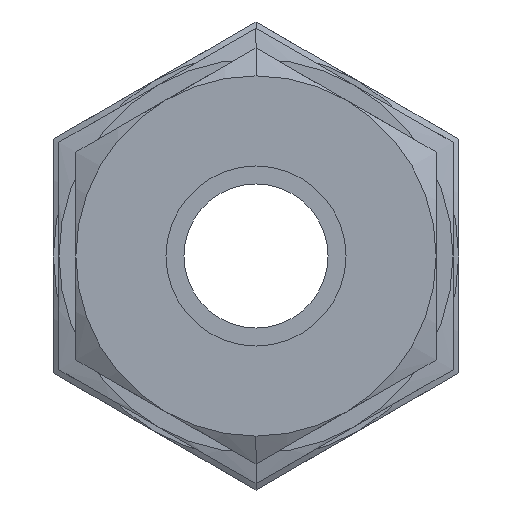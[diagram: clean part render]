
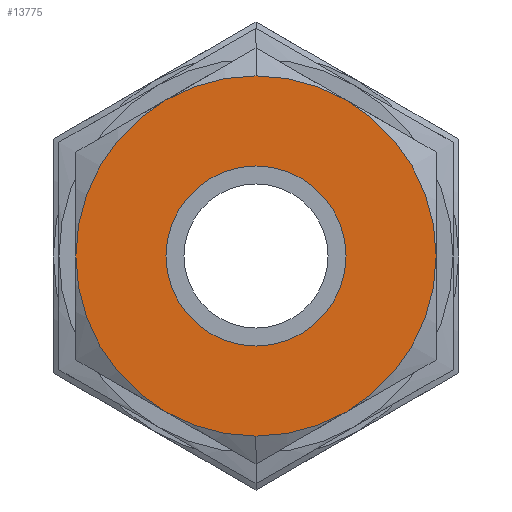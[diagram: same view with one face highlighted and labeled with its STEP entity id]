
A CAD part, left-side view. The second image highlights one B-rep face of the part: STEP entity #13775.
In plain terms, the highlighted planar face has unit normal (-1, 0, 0).
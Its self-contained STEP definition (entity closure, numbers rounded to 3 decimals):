
#569 = ORIENTED_EDGE ( 'NONE', *, *, #10208, .F. ) ;
#849 = FACE_BOUND ( 'NONE', #13574, .T. ) ;
#994 = CARTESIAN_POINT ( 'NONE',  ( 0., 0., 4. ) ) ;
#1154 = CIRCLE ( 'NONE', #9181, 8. ) ;
#2231 = DIRECTION ( 'NONE',  ( 0., 0., 1. ) ) ;
#2367 = CIRCLE ( 'NONE', #4210, 4. ) ;
#2500 = EDGE_CURVE ( 'NONE', #12062, #2650, #2367, .T. ) ;
#2650 = VERTEX_POINT ( 'NONE', #13525 ) ;
#2738 = EDGE_CURVE ( 'NONE', #2650, #12062, #6059, .T. ) ;
#3212 = DIRECTION ( 'NONE',  ( 0., 0., -1. ) ) ;
#3801 = AXIS2_PLACEMENT_3D ( 'NONE', #7584, #6435, #4341 ) ;
#4080 = ORIENTED_EDGE ( 'NONE', *, *, #2738, .T. ) ;
#4210 = AXIS2_PLACEMENT_3D ( 'NONE', #7697, #4448, #2231 ) ;
#4341 = DIRECTION ( 'NONE',  ( 0., 0., 1. ) ) ;
#4448 = DIRECTION ( 'NONE',  ( 1., 0., 0. ) ) ;
#4486 = CIRCLE ( 'NONE', #3801, 8. ) ;
#4606 = EDGE_CURVE ( 'NONE', #6071, #8732, #1154, .T. ) ;
#5299 = CARTESIAN_POINT ( 'NONE',  ( 0., 0., 0. ) ) ;
#6059 = CIRCLE ( 'NONE', #12003, 4. ) ;
#6071 = VERTEX_POINT ( 'NONE', #8140 ) ;
#6435 = DIRECTION ( 'NONE',  ( 1., 0., 0. ) ) ;
#7584 = CARTESIAN_POINT ( 'NONE',  ( 0., 0., 0. ) ) ;
#7616 = DIRECTION ( 'NONE',  ( -1., 0., 0. ) ) ;
#7697 = CARTESIAN_POINT ( 'NONE',  ( 0., 0., 0. ) ) ;
#8140 = CARTESIAN_POINT ( 'NONE',  ( 0., 0., -8. ) ) ;
#8408 = DIRECTION ( 'NONE',  ( 1., 0., 0. ) ) ;
#8679 = DIRECTION ( 'NONE',  ( 1., 0., 0. ) ) ;
#8723 = CARTESIAN_POINT ( 'NONE',  ( 0., 0., 4. ) ) ;
#8732 = VERTEX_POINT ( 'NONE', #12296 ) ;
#8835 = FACE_OUTER_BOUND ( 'NONE', #13418, .T. ) ;
#9181 = AXIS2_PLACEMENT_3D ( 'NONE', #9831, #8679, #3212 ) ;
#9689 = DIRECTION ( 'NONE',  ( 0., 0., -1. ) ) ;
#9831 = CARTESIAN_POINT ( 'NONE',  ( 0., 0., 0. ) ) ;
#10208 = EDGE_CURVE ( 'NONE', #8732, #6071, #4486, .T. ) ;
#10936 = ORIENTED_EDGE ( 'NONE', *, *, #2500, .T. ) ;
#11668 = AXIS2_PLACEMENT_3D ( 'NONE', #994, #7616, #14119 ) ;
#11971 = PLANE ( 'NONE',  #11668 ) ;
#12003 = AXIS2_PLACEMENT_3D ( 'NONE', #5299, #8408, #9689 ) ;
#12062 = VERTEX_POINT ( 'NONE', #8723 ) ;
#12296 = CARTESIAN_POINT ( 'NONE',  ( 0., 0., 8. ) ) ;
#13172 = ORIENTED_EDGE ( 'NONE', *, *, #4606, .F. ) ;
#13418 = EDGE_LOOP ( 'NONE', ( #569, #13172 ) ) ;
#13525 = CARTESIAN_POINT ( 'NONE',  ( 0., 0., -4. ) ) ;
#13574 = EDGE_LOOP ( 'NONE', ( #4080, #10936 ) ) ;
#13775 = ADVANCED_FACE ( 'NONE', ( #849, #8835 ), #11971, .T. ) ;
#14119 = DIRECTION ( 'NONE',  ( 0., 0., 1. ) ) ;
